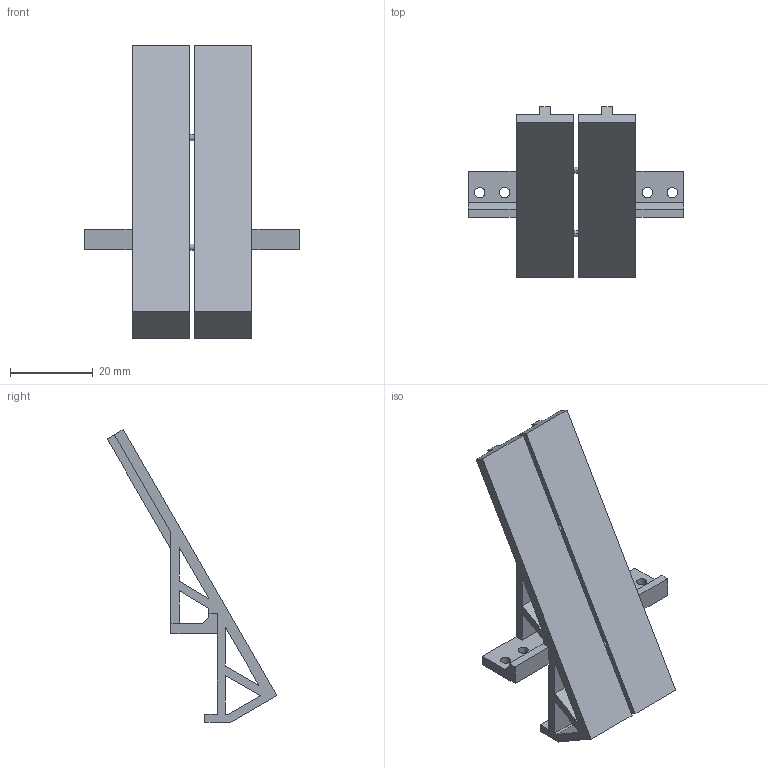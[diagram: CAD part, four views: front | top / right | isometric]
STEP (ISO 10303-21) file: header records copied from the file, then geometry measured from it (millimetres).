
FILE_DESCRIPTION (( 'STEP AP214' ), '1' );
FILE_NAME ('Raspberry_7INCH_DSI_800x480_CaseStand_Type2.STEP', '2022-09-05T00:16:06', ( '' ), ( '' ), 'SwSTEP 2.0', 'SolidWorks 2017', '' );
FILE_SCHEMA (( 'AUTOMOTIVE_DESIGN' ));
Length unit declared in the file: millimetre
Products named in the file (1): Raspberry_7INCH_DSI_800x480_CaseStand_Type2
Bounding box: 52.2 x 41.12 x 70.94 mm (x, y, z)
Volume: 11646.6 mm3; surface area: 11059.9 mm2
Topology: 1 solids, 1 shells, 80 faces, 232 edges, 154 vertices
Faces by surface type: plane 68, cylinder 12
Entity records: 2690 total; most frequent: CARTESIAN_POINT 467, ORIENTED_EDGE 464, DIRECTION 418, EDGE_CURVE 232, LINE 208, VECTOR 208, VERTEX_POINT 154, EDGE_LOOP 106
